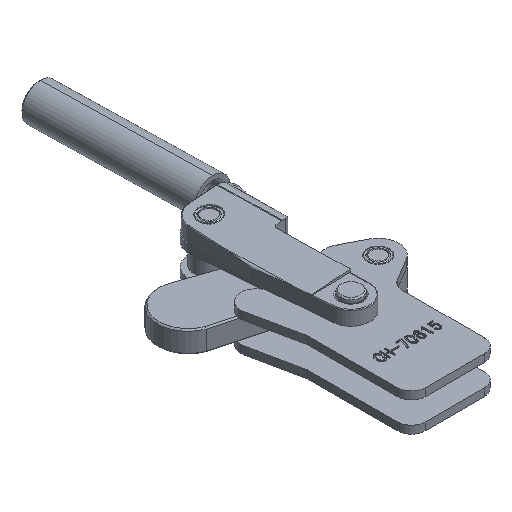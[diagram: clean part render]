
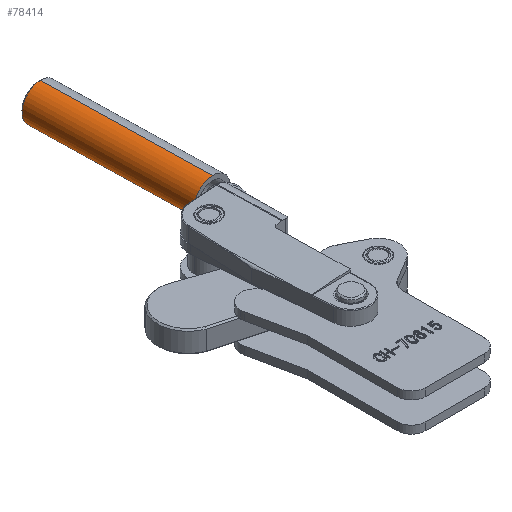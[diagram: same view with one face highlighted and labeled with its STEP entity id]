
A CAD part, isometric view. The second image highlights one B-rep face of the part: STEP entity #78414.
In plain terms, the highlighted cylindrical face has radius 13.5 mm (diameter 27 mm), a partial arc.
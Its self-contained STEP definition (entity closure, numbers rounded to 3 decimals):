
#2045 = EDGE_CURVE ( 'NONE', #34016, #41321, #90016, .T. ) ;
#9829 = CIRCLE ( 'NONE', #35702, 13.5 ) ;
#15144 = CARTESIAN_POINT ( 'NONE',  ( -136., 38.315, 26.9 ) ) ;
#21983 = ORIENTED_EDGE ( 'NONE', *, *, #73899, .T. ) ;
#22178 = DIRECTION ( 'NONE',  ( 0., 0., 1. ) ) ;
#23399 = CARTESIAN_POINT ( 'NONE',  ( -261., 38.315, 40.4 ) ) ;
#30793 = CARTESIAN_POINT ( 'NONE',  ( -136., 38.315, 40.4 ) ) ;
#30961 = EDGE_CURVE ( 'NONE', #34016, #73433, #66770, .T. ) ;
#32999 = DIRECTION ( 'NONE',  ( 0., 0., -1. ) ) ;
#34016 = VERTEX_POINT ( 'NONE', #64836 ) ;
#35702 = AXIS2_PLACEMENT_3D ( 'NONE', #15144, #64212, #22178 ) ;
#37816 = CARTESIAN_POINT ( 'NONE',  ( -261., 38.315, 13.4 ) ) ;
#39106 = LINE ( 'NONE', #37816, #76448 ) ;
#40302 = EDGE_LOOP ( 'NONE', ( #49803, #76541, #21983, #85764 ) ) ;
#40822 = DIRECTION ( 'NONE',  ( 1., 0., 0. ) ) ;
#41263 = CARTESIAN_POINT ( 'NONE',  ( -136., 38.315, 13.4 ) ) ;
#41321 = VERTEX_POINT ( 'NONE', #63800 ) ;
#44470 = CYLINDRICAL_SURFACE ( 'NONE', #73413, 13.5 ) ;
#48885 = FACE_OUTER_BOUND ( 'NONE', #40302, .T. ) ;
#49803 = ORIENTED_EDGE ( 'NONE', *, *, #30961, .F. ) ;
#53813 = VERTEX_POINT ( 'NONE', #41263 ) ;
#63800 = CARTESIAN_POINT ( 'NONE',  ( -259.5, 38.315, 13.4 ) ) ;
#64212 = DIRECTION ( 'NONE',  ( -1., 0., 0. ) ) ;
#64836 = CARTESIAN_POINT ( 'NONE',  ( -259.5, 38.315, 40.4 ) ) ;
#66770 = LINE ( 'NONE', #23399, #87610 ) ;
#70655 = DIRECTION ( 'NONE',  ( 1., 0., 0. ) ) ;
#72466 = DIRECTION ( 'NONE',  ( 1., 0., 0. ) ) ;
#73413 = AXIS2_PLACEMENT_3D ( 'NONE', #82097, #89155, #32999 ) ;
#73433 = VERTEX_POINT ( 'NONE', #30793 ) ;
#73899 = EDGE_CURVE ( 'NONE', #41321, #53813, #39106, .T. ) ;
#76448 = VECTOR ( 'NONE', #70655, 1000. ) ;
#76541 = ORIENTED_EDGE ( 'NONE', *, *, #2045, .T. ) ;
#78414 = ADVANCED_FACE ( 'NONE', ( #48885 ), #44470, .T. ) ;
#82097 = CARTESIAN_POINT ( 'NONE',  ( -261., 38.315, 26.9 ) ) ;
#82848 = CARTESIAN_POINT ( 'NONE',  ( -259.5, 38.315, 26.9 ) ) ;
#84126 = EDGE_CURVE ( 'NONE', #53813, #73433, #9829, .T. ) ;
#85764 = ORIENTED_EDGE ( 'NONE', *, *, #84126, .T. ) ;
#86464 = AXIS2_PLACEMENT_3D ( 'NONE', #82848, #40822, #89893 ) ;
#87610 = VECTOR ( 'NONE', #72466, 1000. ) ;
#89155 = DIRECTION ( 'NONE',  ( 1., 0., 0. ) ) ;
#89893 = DIRECTION ( 'NONE',  ( 0., 0., 1. ) ) ;
#90016 = CIRCLE ( 'NONE', #86464, 13.5 ) ;
